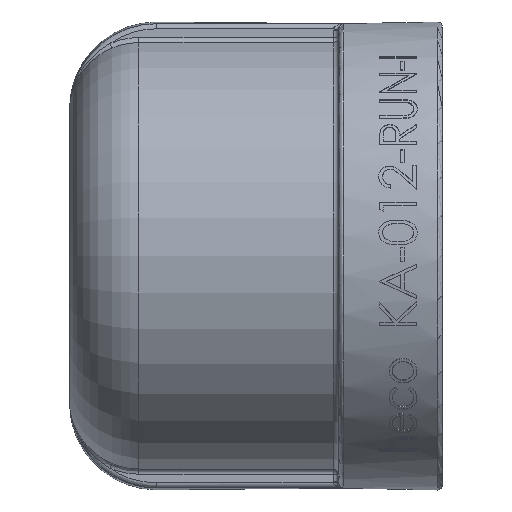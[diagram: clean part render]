
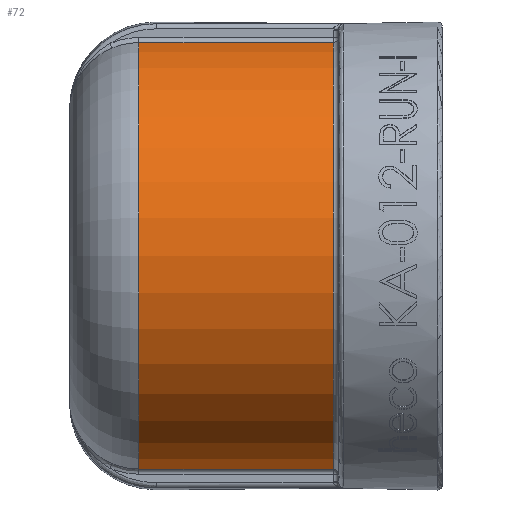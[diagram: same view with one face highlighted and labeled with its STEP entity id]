
A CAD part, top view. The second image highlights one B-rep face of the part: STEP entity #72.
In plain terms, the highlighted cylindrical face has radius 12.5 mm (diameter 25 mm), a partial arc.
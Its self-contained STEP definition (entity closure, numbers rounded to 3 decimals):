
#72 = ADVANCED_FACE ( 'NONE', ( #12689 ), #12876, .T. ) ;
#149 = ORIENTED_EDGE ( 'NONE', *, *, #16264, .F. ) ;
#1437 = ORIENTED_EDGE ( 'NONE', *, *, #14439, .F. ) ;
#2886 = DIRECTION ( 'NONE',  ( 1., 0., 0. ) ) ;
#4694 = DIRECTION ( 'NONE',  ( 1., 0., 0. ) ) ;
#5117 = DIRECTION ( 'NONE',  ( -1., 0., 0. ) ) ;
#5134 = DIRECTION ( 'NONE',  ( -1., 0., 0. ) ) ;
#5209 = CARTESIAN_POINT ( 'NONE',  ( -0.8, -12.297, 2.246 ) ) ;
#5487 = CARTESIAN_POINT ( 'NONE',  ( -12., -12.297, 2.246 ) ) ;
#6090 = VECTOR ( 'NONE', #5117, 1000. ) ;
#6245 = CIRCLE ( 'NONE', #16500, 12.5 ) ;
#6638 = DIRECTION ( 'NONE',  ( 0., 0., 1. ) ) ;
#6644 = ORIENTED_EDGE ( 'NONE', *, *, #12577, .F. ) ;
#6650 = AXIS2_PLACEMENT_3D ( 'NONE', #10216, #4694, #14239 ) ;
#6926 = VERTEX_POINT ( 'NONE', #5487 ) ;
#8783 = CIRCLE ( 'NONE', #17343, 12.5 ) ;
#9159 = EDGE_CURVE ( 'NONE', #13966, #6926, #16097, .T. ) ;
#10216 = CARTESIAN_POINT ( 'NONE',  ( -8.25, 0., 0. ) ) ;
#10783 = DIRECTION ( 'NONE',  ( 0., -1., 0. ) ) ;
#11077 = DIRECTION ( 'NONE',  ( 1., 0., 0. ) ) ;
#11290 = VECTOR ( 'NONE', #11077, 1000. ) ;
#12345 = CARTESIAN_POINT ( 'NONE',  ( -12., 0., 0. ) ) ;
#12577 = EDGE_CURVE ( 'NONE', #6926, #16313, #6245, .T. ) ;
#12594 = CARTESIAN_POINT ( 'NONE',  ( -0.8, 12.297, 2.246 ) ) ;
#12604 = ORIENTED_EDGE ( 'NONE', *, *, #9159, .F. ) ;
#12619 = VERTEX_POINT ( 'NONE', #12594 ) ;
#12689 = FACE_OUTER_BOUND ( 'NONE', #14113, .T. ) ;
#12876 = CYLINDRICAL_SURFACE ( 'NONE', #6650, 12.5 ) ;
#13400 = CARTESIAN_POINT ( 'NONE',  ( -8.25, -12.297, 2.246 ) ) ;
#13966 = VERTEX_POINT ( 'NONE', #5209 ) ;
#14042 = CARTESIAN_POINT ( 'NONE',  ( -12., 12.297, 2.246 ) ) ;
#14113 = EDGE_LOOP ( 'NONE', ( #12604, #1437, #149, #6644 ) ) ;
#14239 = DIRECTION ( 'NONE',  ( 0., 1., 0. ) ) ;
#14439 = EDGE_CURVE ( 'NONE', #12619, #13966, #8783, .T. ) ;
#15093 = CARTESIAN_POINT ( 'NONE',  ( -0.8, 0., 0. ) ) ;
#16097 = LINE ( 'NONE', #13400, #6090 ) ;
#16264 = EDGE_CURVE ( 'NONE', #16313, #12619, #16715, .T. ) ;
#16313 = VERTEX_POINT ( 'NONE', #14042 ) ;
#16458 = CARTESIAN_POINT ( 'NONE',  ( -8.25, 12.297, 2.246 ) ) ;
#16500 = AXIS2_PLACEMENT_3D ( 'NONE', #12345, #5134, #6638 ) ;
#16715 = LINE ( 'NONE', #16458, #11290 ) ;
#17343 = AXIS2_PLACEMENT_3D ( 'NONE', #15093, #2886, #10783 ) ;
